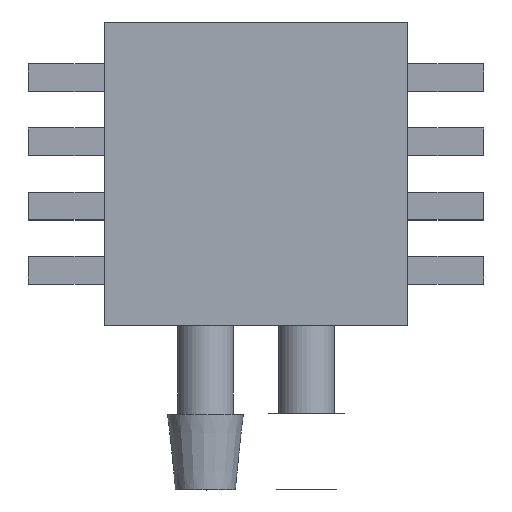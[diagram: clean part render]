
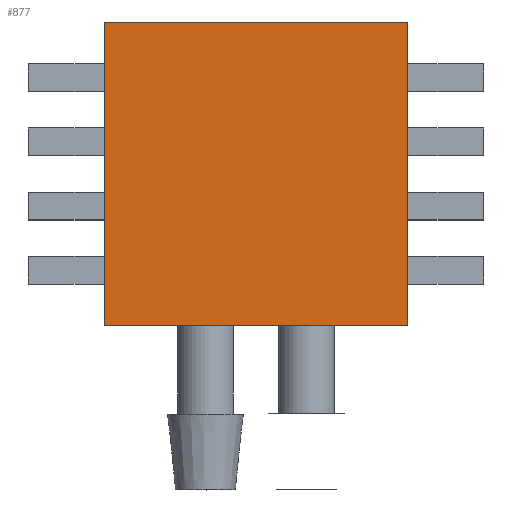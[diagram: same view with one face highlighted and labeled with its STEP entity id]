
A CAD part, top view. The second image highlights one B-rep face of the part: STEP entity #877.
In plain terms, the highlighted planar face has unit normal (0, 0, 1).
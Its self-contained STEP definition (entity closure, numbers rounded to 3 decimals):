
#75=FACE_OUTER_BOUND('',#125,.T.);
#125=EDGE_LOOP('',(#751,#752,#753,#754));
#221=LINE('',#1389,#333);
#227=LINE('',#1397,#339);
#231=LINE('',#1405,#343);
#234=LINE('',#1409,#346);
#333=VECTOR('',#1141,10.);
#339=VECTOR('',#1149,10.);
#343=VECTOR('',#1155,10.);
#346=VECTOR('',#1160,10.);
#425=VERTEX_POINT('',#1386);
#426=VERTEX_POINT('',#1388);
#427=VERTEX_POINT('',#1396);
#430=VERTEX_POINT('',#1404);
#533=EDGE_CURVE('',#426,#425,#221,.T.);
#539=EDGE_CURVE('',#427,#426,#227,.T.);
#543=EDGE_CURVE('',#430,#427,#231,.T.);
#546=EDGE_CURVE('',#425,#430,#234,.T.);
#751=ORIENTED_EDGE('',*,*,#546,.T.);
#752=ORIENTED_EDGE('',*,*,#543,.T.);
#753=ORIENTED_EDGE('',*,*,#539,.T.);
#754=ORIENTED_EDGE('',*,*,#533,.T.);
#831=PLANE('',#945);
#877=ADVANCED_FACE('',(#75),#831,.T.);
#945=AXIS2_PLACEMENT_3D('',#1414,#1165,#1166);
#1141=DIRECTION('',(1.,0.,0.));
#1149=DIRECTION('',(0.,-1.,0.));
#1155=DIRECTION('',(-1.,0.,0.));
#1160=DIRECTION('',(0.,1.,0.));
#1165=DIRECTION('center_axis',(0.,0.,1.));
#1166=DIRECTION('ref_axis',(1.,0.,0.));
#1386=CARTESIAN_POINT('',(6.,-6.,7.5));
#1388=CARTESIAN_POINT('',(-6.,-6.,7.5));
#1389=CARTESIAN_POINT('',(-6.,-6.,7.5));
#1396=CARTESIAN_POINT('',(-6.,6.,7.5));
#1397=CARTESIAN_POINT('',(-6.,6.,7.5));
#1404=CARTESIAN_POINT('',(6.,6.,7.5));
#1405=CARTESIAN_POINT('',(6.,6.,7.5));
#1409=CARTESIAN_POINT('',(6.,-6.,7.5));
#1414=CARTESIAN_POINT('Origin',(0.,0.,7.5));
